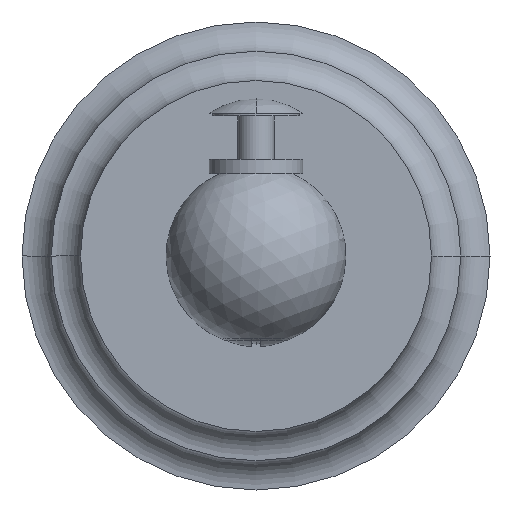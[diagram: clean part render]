
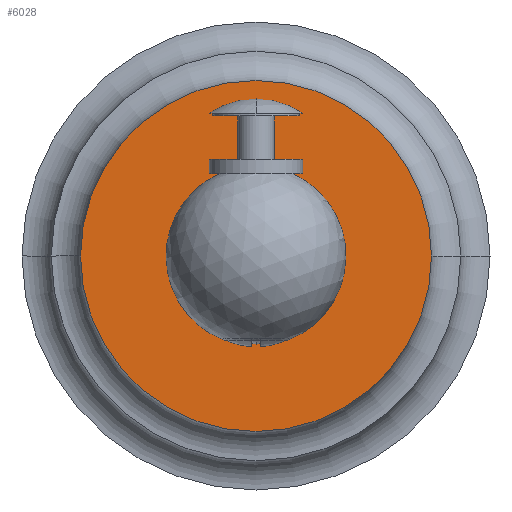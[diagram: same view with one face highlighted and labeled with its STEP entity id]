
A CAD part, front view. The second image highlights one B-rep face of the part: STEP entity #6028.
In plain terms, the highlighted planar face has unit normal (0, -1, 0).
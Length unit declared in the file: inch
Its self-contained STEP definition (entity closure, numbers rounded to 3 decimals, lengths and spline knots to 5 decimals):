
#3678=CARTESIAN_POINT('',(0.,-0.2315,-0.414));
#3679=DIRECTION('',(0.,1.,0.));
#3680=DIRECTION('',(0.,0.,-1.));
#3681=AXIS2_PLACEMENT_3D('',#3678,#3679,#3680);
#3683=CARTESIAN_POINT('',(0.,-0.2315,-0.414));
#3684=DIRECTION('',(0.,1.,0.));
#3685=DIRECTION('',(-1.,0.,0.));
#3686=AXIS2_PLACEMENT_3D('',#3683,#3684,#3685);
#3688=CARTESIAN_POINT('',(0.,-0.2315,-0.414));
#3689=DIRECTION('',(0.,1.,0.));
#3690=DIRECTION('',(1.,0.,0.));
#3691=AXIS2_PLACEMENT_3D('',#3688,#3689,#3690);
#3693=CARTESIAN_POINT('',(0.,-0.2315,-0.414));
#3694=DIRECTION('',(0.,-1.,0.));
#3695=DIRECTION('',(0.,0.,1.));
#3696=AXIS2_PLACEMENT_3D('',#3693,#3694,#3695);
#3698=CARTESIAN_POINT('',(0.,-0.2315,-0.414));
#3699=DIRECTION('',(0.,-1.,0.));
#3700=DIRECTION('',(0.,0.,-1.));
#3701=AXIS2_PLACEMENT_3D('',#3698,#3699,#3700);
#3804=CARTESIAN_POINT('',(0.,-0.2315,-0.888));
#3806=VERTEX_POINT('',#3804);
#3808=CARTESIAN_POINT('',(0.,-0.2315,0.06));
#3809=VERTEX_POINT('',#3808);
#4130=CARTESIAN_POINT('',(0.96,-0.2315,-0.414));
#4131=VERTEX_POINT('',#4130);
#4132=CARTESIAN_POINT('',(-0.96,-0.2315,-0.414));
#4133=VERTEX_POINT('',#4132);
#4134=CARTESIAN_POINT('',(0.,-0.2315,-1.374));
#4135=VERTEX_POINT('',#4134);
#6012=CARTESIAN_POINT('',(0.,-0.2315,-0.4134));
#6013=DIRECTION('',(0.,1.,0.));
#6014=DIRECTION('',(1.,0.,0.));
#6015=AXIS2_PLACEMENT_3D('',#6012,#6013,#6014);
#6016=PLANE('',#6015);
#6017=ORIENTED_EDGE('',*,*,#5992,.T.);
#6018=ORIENTED_EDGE('',*,*,#6005,.T.);
#6019=ORIENTED_EDGE('',*,*,#5994,.T.);
#6020=EDGE_LOOP('',(#6017,#6018,#6019));
#6021=FACE_OUTER_BOUND('',#6020,.F.);
#6023=ORIENTED_EDGE('',*,*,#6022,.T.);
#6025=ORIENTED_EDGE('',*,*,#6024,.T.);
#6026=EDGE_LOOP('',(#6023,#6025));
#6027=FACE_BOUND('',#6026,.F.);
#6028=ADVANCED_FACE('',(#6021,#6027),#6016,.F.);
#3682=CIRCLE('',#3681,0.96);
#3687=CIRCLE('',#3686,0.96);
#3692=CIRCLE('',#3691,0.96);
#3697=CIRCLE('',#3696,0.474);
#3702=CIRCLE('',#3701,0.474);
#5992=EDGE_CURVE('',#4135,#4133,#3682,.T.);
#5994=EDGE_CURVE('',#4131,#4135,#3692,.T.);
#6005=EDGE_CURVE('',#4133,#4131,#3687,.T.);
#6022=EDGE_CURVE('',#3809,#3806,#3697,.T.);
#6024=EDGE_CURVE('',#3806,#3809,#3702,.T.);
